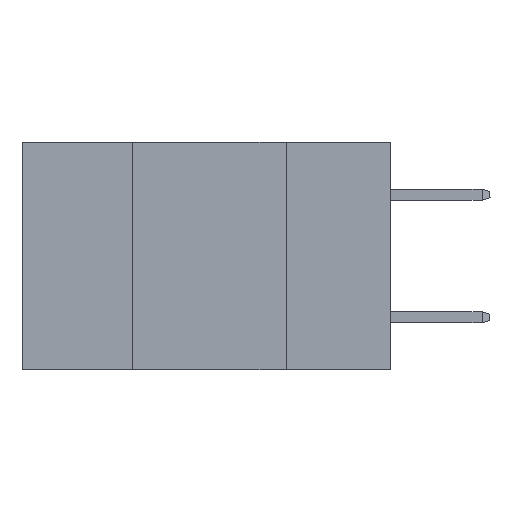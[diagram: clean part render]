
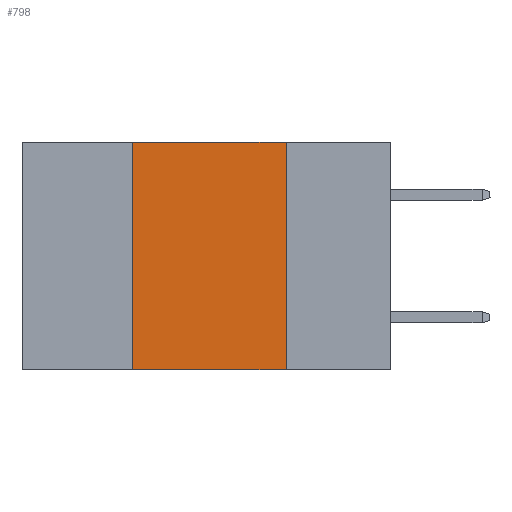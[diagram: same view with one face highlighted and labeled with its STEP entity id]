
A CAD part, left-side view. The second image highlights one B-rep face of the part: STEP entity #798.
In plain terms, the highlighted planar face has unit normal (-1, 0, 0).
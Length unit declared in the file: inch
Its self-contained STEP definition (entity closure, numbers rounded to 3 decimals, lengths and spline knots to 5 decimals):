
#195 = DIRECTION ( 'NONE',  ( 1., 0., 0. ) ) ;
#319 = LINE ( 'NONE', #11298, #18935 ) ;
#798 = ADVANCED_FACE ( 'NONE', ( #1684 ), #3840, .F. ) ;
#1341 = EDGE_CURVE ( 'NONE', #11022, #15850, #7065, .T. ) ;
#1684 = FACE_OUTER_BOUND ( 'NONE', #2567, .T. ) ;
#2567 = EDGE_LOOP ( 'NONE', ( #21288, #7346, #18685, #7918 ) ) ;
#3251 = DIRECTION ( 'NONE',  ( 0., -1., 0. ) ) ;
#3840 = PLANE ( 'NONE',  #23202 ) ;
#5261 = CARTESIAN_POINT ( 'NONE',  ( 0., 0.42, 0. ) ) ;
#6149 = DIRECTION ( 'NONE',  ( 0., 0., -1. ) ) ;
#6500 = EDGE_CURVE ( 'NONE', #11022, #18332, #19553, .T. ) ;
#7065 = LINE ( 'NONE', #8229, #9862 ) ;
#7346 = ORIENTED_EDGE ( 'NONE', *, *, #19643, .F. ) ;
#7813 = CARTESIAN_POINT ( 'NONE',  ( 0., 0.17, -0.37 ) ) ;
#7918 = ORIENTED_EDGE ( 'NONE', *, *, #1341, .T. ) ;
#8229 = CARTESIAN_POINT ( 'NONE',  ( 0., 0.6, -0.37 ) ) ;
#9862 = VECTOR ( 'NONE', #10483, 39.37008 ) ;
#10483 = DIRECTION ( 'NONE',  ( 0., -1., 0. ) ) ;
#11022 = VERTEX_POINT ( 'NONE', #20925 ) ;
#11298 = CARTESIAN_POINT ( 'NONE',  ( 0., 0.17, 0. ) ) ;
#14208 = VECTOR ( 'NONE', #14485, 39.37008 ) ;
#14485 = DIRECTION ( 'NONE',  ( 0., 0., 1. ) ) ;
#14750 = DIRECTION ( 'NONE',  ( 0., 0., -1. ) ) ;
#15850 = VERTEX_POINT ( 'NONE', #7813 ) ;
#16443 = EDGE_CURVE ( 'NONE', #18581, #15850, #319, .T. ) ;
#16880 = CARTESIAN_POINT ( 'NONE',  ( 0., 0.17, 0. ) ) ;
#16916 = CARTESIAN_POINT ( 'NONE',  ( 0., 0.6, 0. ) ) ;
#18332 = VERTEX_POINT ( 'NONE', #23156 ) ;
#18581 = VERTEX_POINT ( 'NONE', #16880 ) ;
#18685 = ORIENTED_EDGE ( 'NONE', *, *, #6500, .F. ) ;
#18935 = VECTOR ( 'NONE', #6149, 39.37008 ) ;
#19553 = LINE ( 'NONE', #5261, #14208 ) ;
#19643 = EDGE_CURVE ( 'NONE', #18332, #18581, #20793, .T. ) ;
#20793 = LINE ( 'NONE', #23263, #21629 ) ;
#20925 = CARTESIAN_POINT ( 'NONE',  ( 0., 0.42, -0.37 ) ) ;
#21288 = ORIENTED_EDGE ( 'NONE', *, *, #16443, .F. ) ;
#21629 = VECTOR ( 'NONE', #3251, 39.37008 ) ;
#23156 = CARTESIAN_POINT ( 'NONE',  ( 0., 0.42, 0. ) ) ;
#23202 = AXIS2_PLACEMENT_3D ( 'NONE', #16916, #195, #14750 ) ;
#23263 = CARTESIAN_POINT ( 'NONE',  ( 0., 0.6, 0. ) ) ;
